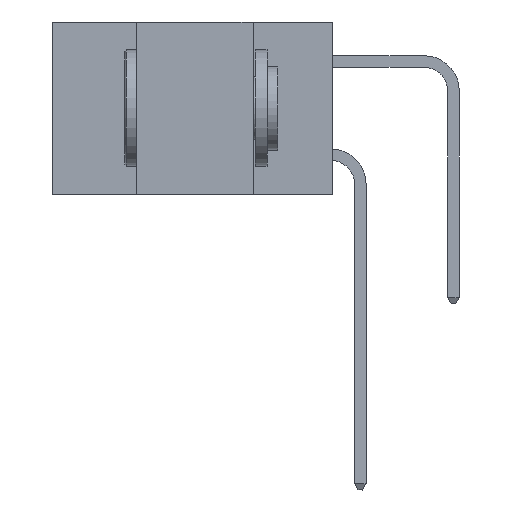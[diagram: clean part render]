
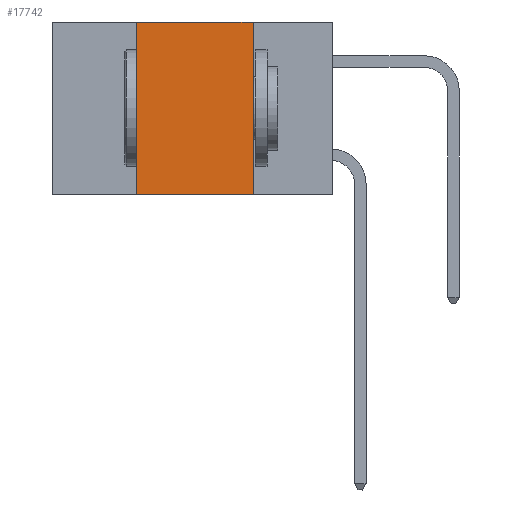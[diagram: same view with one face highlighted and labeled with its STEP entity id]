
A CAD part, left-side view. The second image highlights one B-rep face of the part: STEP entity #17742.
In plain terms, the highlighted planar face has unit normal (-1, 0, 0).
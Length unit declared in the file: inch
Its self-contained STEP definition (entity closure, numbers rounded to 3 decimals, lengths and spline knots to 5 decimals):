
#159 = LINE ( 'NONE', #16603, #3974 ) ;
#209 = LINE ( 'NONE', #11785, #21176 ) ;
#749 = EDGE_LOOP ( 'NONE', ( #14293, #3378, #16614, #14068 ) ) ;
#872 = CARTESIAN_POINT ( 'NONE',  ( 0., 0.6, 0. ) ) ;
#1615 = VERTEX_POINT ( 'NONE', #15310 ) ;
#1969 = VECTOR ( 'NONE', #10076, 39.37008 ) ;
#2026 = CARTESIAN_POINT ( 'NONE',  ( 0., 0.17, -0.37 ) ) ;
#2600 = CARTESIAN_POINT ( 'NONE',  ( 0., 0.17, 0. ) ) ;
#3295 = CARTESIAN_POINT ( 'NONE',  ( 0., 0.17, -0.37 ) ) ;
#3378 = ORIENTED_EDGE ( 'NONE', *, *, #17009, .F. ) ;
#3974 = VECTOR ( 'NONE', #6743, 39.37008 ) ;
#4458 = VECTOR ( 'NONE', #19557, 39.37008 ) ;
#6743 = DIRECTION ( 'NONE',  ( 0., -1., 0. ) ) ;
#6908 = EDGE_CURVE ( 'NONE', #1615, #20115, #8338, .T. ) ;
#8338 = LINE ( 'NONE', #18533, #1969 ) ;
#8425 = DIRECTION ( 'NONE',  ( 0., -1., 0. ) ) ;
#9641 = EDGE_CURVE ( 'NONE', #19046, #15795, #12938, .T. ) ;
#10076 = DIRECTION ( 'NONE',  ( 0., 0., 1. ) ) ;
#11036 = DIRECTION ( 'NONE',  ( 0., 0., -1. ) ) ;
#11785 = CARTESIAN_POINT ( 'NONE',  ( 0., 0.6, -0.37 ) ) ;
#12352 = PLANE ( 'NONE',  #19570 ) ;
#12938 = LINE ( 'NONE', #3295, #4458 ) ;
#13876 = DIRECTION ( 'NONE',  ( 1., 0., 0. ) ) ;
#14068 = ORIENTED_EDGE ( 'NONE', *, *, #15287, .T. ) ;
#14293 = ORIENTED_EDGE ( 'NONE', *, *, #9641, .F. ) ;
#15287 = EDGE_CURVE ( 'NONE', #1615, #15795, #209, .T. ) ;
#15310 = CARTESIAN_POINT ( 'NONE',  ( 0., 0.42, -0.37 ) ) ;
#15795 = VERTEX_POINT ( 'NONE', #2026 ) ;
#16603 = CARTESIAN_POINT ( 'NONE',  ( 0., 0.6, 0. ) ) ;
#16614 = ORIENTED_EDGE ( 'NONE', *, *, #6908, .F. ) ;
#17009 = EDGE_CURVE ( 'NONE', #20115, #19046, #159, .T. ) ;
#17432 = FACE_OUTER_BOUND ( 'NONE', #749, .T. ) ;
#17742 = ADVANCED_FACE ( 'NONE', ( #17432 ), #12352, .F. ) ;
#18533 = CARTESIAN_POINT ( 'NONE',  ( 0., 0.42, -0.37 ) ) ;
#19046 = VERTEX_POINT ( 'NONE', #2600 ) ;
#19557 = DIRECTION ( 'NONE',  ( 0., 0., -1. ) ) ;
#19570 = AXIS2_PLACEMENT_3D ( 'NONE', #872, #13876, #11036 ) ;
#20115 = VERTEX_POINT ( 'NONE', #21295 ) ;
#21176 = VECTOR ( 'NONE', #8425, 39.37008 ) ;
#21295 = CARTESIAN_POINT ( 'NONE',  ( 0., 0.42, 0. ) ) ;
